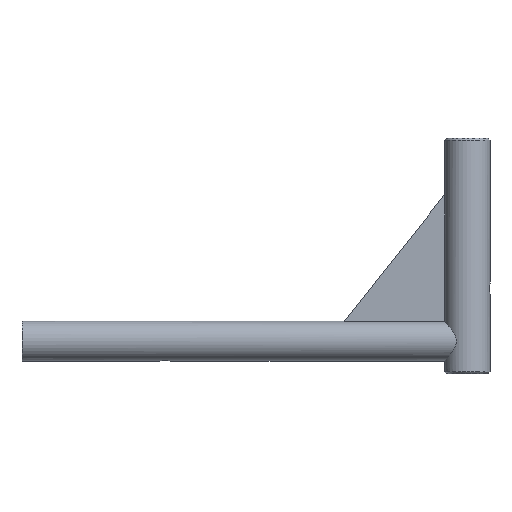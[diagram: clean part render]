
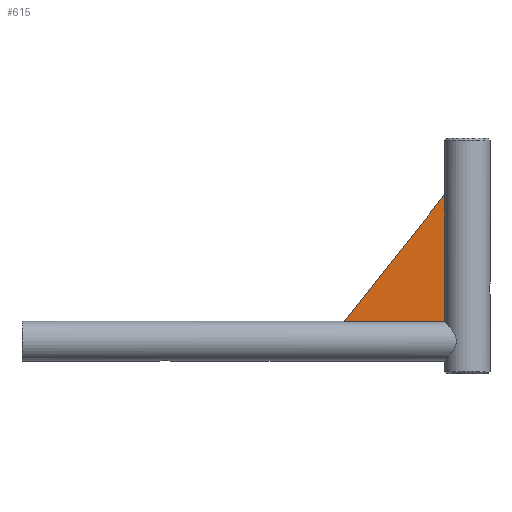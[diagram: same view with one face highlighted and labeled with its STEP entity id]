
A CAD part, top view. The second image highlights one B-rep face of the part: STEP entity #615.
In plain terms, the highlighted planar face has unit normal (0, 0, 1).
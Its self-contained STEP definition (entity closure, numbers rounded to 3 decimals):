
#84=PLANE('',#688);
#150=FACE_OUTER_BOUND('',#184,.T.);
#184=EDGE_LOOP('',(#559,#560,#561));
#210=LINE('',#1170,#251);
#225=LINE('',#1305,#266);
#226=LINE('',#1306,#267);
#251=VECTOR('',#764,10.);
#266=VECTOR('',#835,10.);
#267=VECTOR('',#836,10.);
#319=VERTEX_POINT('',#1167);
#320=VERTEX_POINT('',#1169);
#340=VERTEX_POINT('',#1304);
#383=EDGE_CURVE('',#320,#319,#210,.T.);
#415=EDGE_CURVE('',#319,#340,#225,.T.);
#416=EDGE_CURVE('',#340,#320,#226,.T.);
#559=ORIENTED_EDGE('',*,*,#383,.T.);
#560=ORIENTED_EDGE('',*,*,#415,.T.);
#561=ORIENTED_EDGE('',*,*,#416,.T.);
#615=ADVANCED_FACE('',(#150),#84,.T.);
#688=AXIS2_PLACEMENT_3D('',#1303,#833,#834);
#764=DIRECTION('',(1.,0.,0.));
#833=DIRECTION('center_axis',(0.,0.,1.));
#834=DIRECTION('ref_axis',(1.,0.,0.));
#835=DIRECTION('',(0.,1.,0.));
#836=DIRECTION('',(-0.621,-0.784,0.));
#1167=CARTESIAN_POINT('',(-24.15,55.102,5.));
#1169=CARTESIAN_POINT('',(-130.869,55.102,5.));
#1170=CARTESIAN_POINT('',(-138.15,55.102,5.));
#1303=CARTESIAN_POINT('Origin',(-77.55,122.478,5.));
#1304=CARTESIAN_POINT('',(-24.15,189.956,5.));
#1305=CARTESIAN_POINT('',(-24.15,0.,5.));
#1306=CARTESIAN_POINT('',(-20.95,194.,5.));
